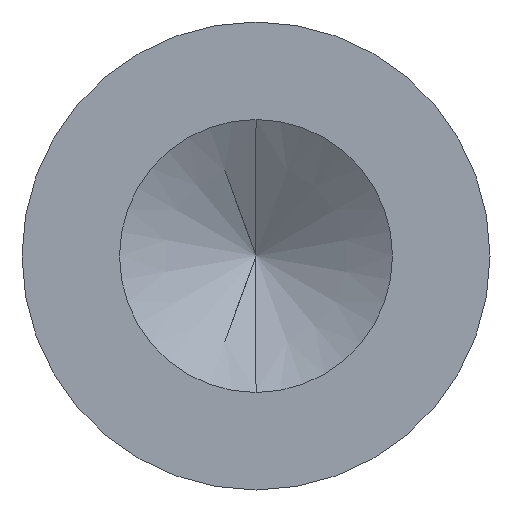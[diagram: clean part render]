
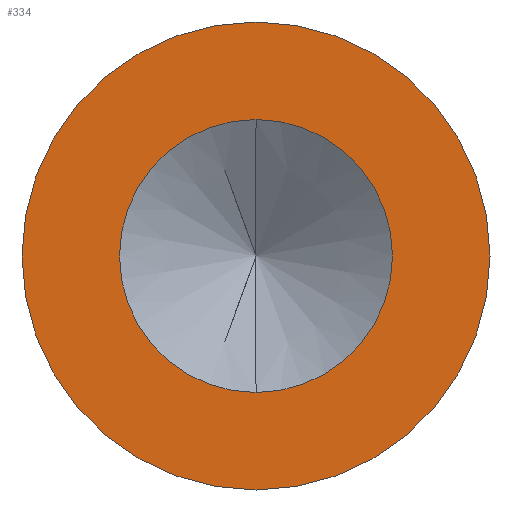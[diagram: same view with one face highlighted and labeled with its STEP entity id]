
A CAD part, front view. The second image highlights one B-rep face of the part: STEP entity #334.
In plain terms, the highlighted planar face has unit normal (0, -1, 0).
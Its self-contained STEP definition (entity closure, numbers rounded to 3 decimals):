
#3 = EDGE_LOOP ( 'NONE', ( #81, #170 ) ) ;
#31 = FACE_OUTER_BOUND ( 'NONE', #3, .T. ) ;
#41 = VERTEX_POINT ( 'NONE', #391 ) ;
#51 = EDGE_CURVE ( 'NONE', #41, #265, #212, .T. ) ;
#57 = FACE_BOUND ( 'NONE', #167, .T. ) ;
#60 = DIRECTION ( 'NONE',  ( 0., 0., -1. ) ) ;
#66 = DIRECTION ( 'NONE',  ( 0., -1., 0. ) ) ;
#72 = CARTESIAN_POINT ( 'NONE',  ( 0., 0., 3.5 ) ) ;
#81 = ORIENTED_EDGE ( 'NONE', *, *, #253, .T. ) ;
#87 = DIRECTION ( 'NONE',  ( 0., 0., -1. ) ) ;
#90 = CARTESIAN_POINT ( 'NONE',  ( 0., 0., -6. ) ) ;
#94 = DIRECTION ( 'NONE',  ( 0., 0., -1. ) ) ;
#95 = VERTEX_POINT ( 'NONE', #303 ) ;
#104 = DIRECTION ( 'NONE',  ( 0., -1., 0. ) ) ;
#106 = CIRCLE ( 'NONE', #227, 6. ) ;
#113 = VERTEX_POINT ( 'NONE', #90 ) ;
#126 = DIRECTION ( 'NONE',  ( 0., -1., 0. ) ) ;
#135 = AXIS2_PLACEMENT_3D ( 'NONE', #285, #254, #94 ) ;
#143 = AXIS2_PLACEMENT_3D ( 'NONE', #337, #66, #368 ) ;
#149 = CIRCLE ( 'NONE', #143, 3.5 ) ;
#167 = EDGE_LOOP ( 'NONE', ( #235, #298 ) ) ;
#170 = ORIENTED_EDGE ( 'NONE', *, *, #198, .T. ) ;
#192 = PLANE ( 'NONE',  #340 ) ;
#198 = EDGE_CURVE ( 'NONE', #95, #113, #241, .T. ) ;
#212 = CIRCLE ( 'NONE', #325, 3.5 ) ;
#227 = AXIS2_PLACEMENT_3D ( 'NONE', #321, #104, #294 ) ;
#235 = ORIENTED_EDGE ( 'NONE', *, *, #51, .F. ) ;
#241 = CIRCLE ( 'NONE', #135, 6. ) ;
#253 = EDGE_CURVE ( 'NONE', #113, #95, #106, .T. ) ;
#254 = DIRECTION ( 'NONE',  ( 0., -1., 0. ) ) ;
#265 = VERTEX_POINT ( 'NONE', #72 ) ;
#277 = DIRECTION ( 'NONE',  ( 0., -1., 0. ) ) ;
#285 = CARTESIAN_POINT ( 'NONE',  ( 0., 0., 0. ) ) ;
#294 = DIRECTION ( 'NONE',  ( 0., 0., -1. ) ) ;
#298 = ORIENTED_EDGE ( 'NONE', *, *, #306, .F. ) ;
#303 = CARTESIAN_POINT ( 'NONE',  ( 0., 0., 6. ) ) ;
#306 = EDGE_CURVE ( 'NONE', #265, #41, #149, .T. ) ;
#321 = CARTESIAN_POINT ( 'NONE',  ( 0., 0., 0. ) ) ;
#325 = AXIS2_PLACEMENT_3D ( 'NONE', #362, #126, #87 ) ;
#334 = ADVANCED_FACE ( 'NONE', ( #57, #31 ), #192, .T. ) ;
#337 = CARTESIAN_POINT ( 'NONE',  ( 0., 0., 0. ) ) ;
#340 = AXIS2_PLACEMENT_3D ( 'NONE', #370, #277, #60 ) ;
#362 = CARTESIAN_POINT ( 'NONE',  ( 0., 0., 0. ) ) ;
#368 = DIRECTION ( 'NONE',  ( 0., 0., -1. ) ) ;
#370 = CARTESIAN_POINT ( 'NONE',  ( 6., 0., 0. ) ) ;
#391 = CARTESIAN_POINT ( 'NONE',  ( 0., 0., -3.5 ) ) ;
